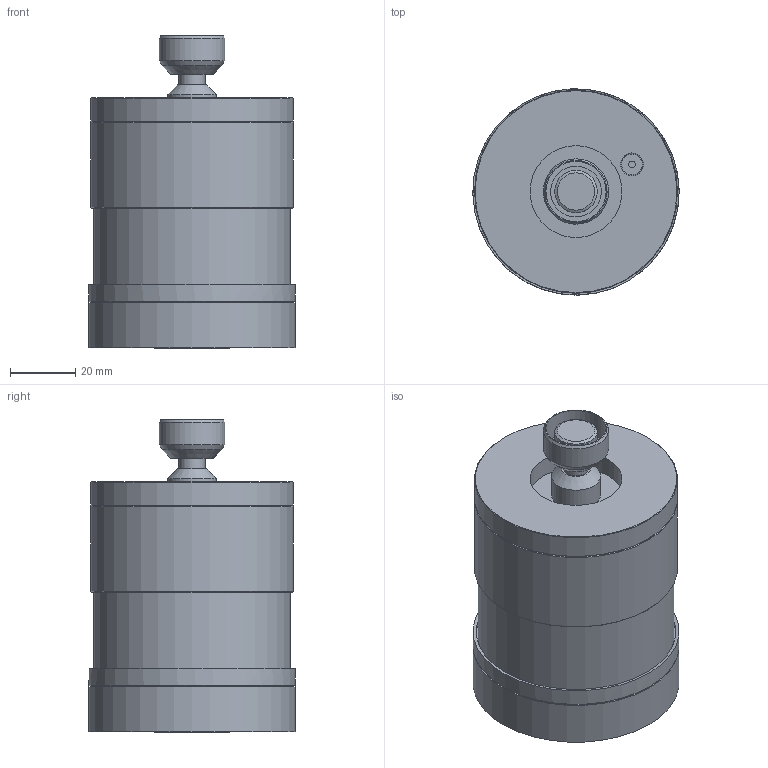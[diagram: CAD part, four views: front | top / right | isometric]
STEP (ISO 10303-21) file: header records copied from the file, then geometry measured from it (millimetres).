
FILE_DESCRIPTION(/* description */ (''),/* implementation_level */ '2;1');
FILE_NAME(/* name */ '10001155470nxv000_00_214.stp',/* time_stamp */ '2023-02-10T12:43:07+01:00',/* author */ (''),/* organization */ (''),/* preprocessor_version */ 'ST-DEVELOPER v18.1',/* originating_system */ 'SIEMENS PLM Software NX 2000',/* authorisation */ '');
FILE_SCHEMA (('AUTOMOTIVE_DESIGN { 1 0 10303 214 3 1 1 1 }'));
Length unit declared in the file: millimetre
Products named in the file (1): 10001155470nxv000_00
Bounding box: 63 x 63 x 95.56 mm (x, y, z)
Volume: 223264.7 mm3; surface area: 31497.5 mm2
Topology: 1 solids, 2 shells, 66 faces, 125 edges, 82 vertices
Faces by surface type: cylinder 24, plane 22, cone 19, torus 1
Full cylindrical faces by diameter (mm): 2 x1, 4.65 x1, 6.35 x2, 6.5 x1, 8 x2, 9.5 x1, 12.2 x1, 13 x1, 15 x1, 15.5 x1, 18.4 x1, 19.95 x1, 20 x1, 23 x1, 28.1 x1, 60 x1, 61.05 x2, 62 x2, 63 x2
Entity records: 1343 total; most frequent: DIRECTION 262, CARTESIAN_POINT 198, AXIS2_PLACEMENT_3D 131, EDGE_LOOP 128, ORIENTED_EDGE 128, FACE_BOUND 127, ADVANCED_FACE 66, VERTEX_POINT 66
